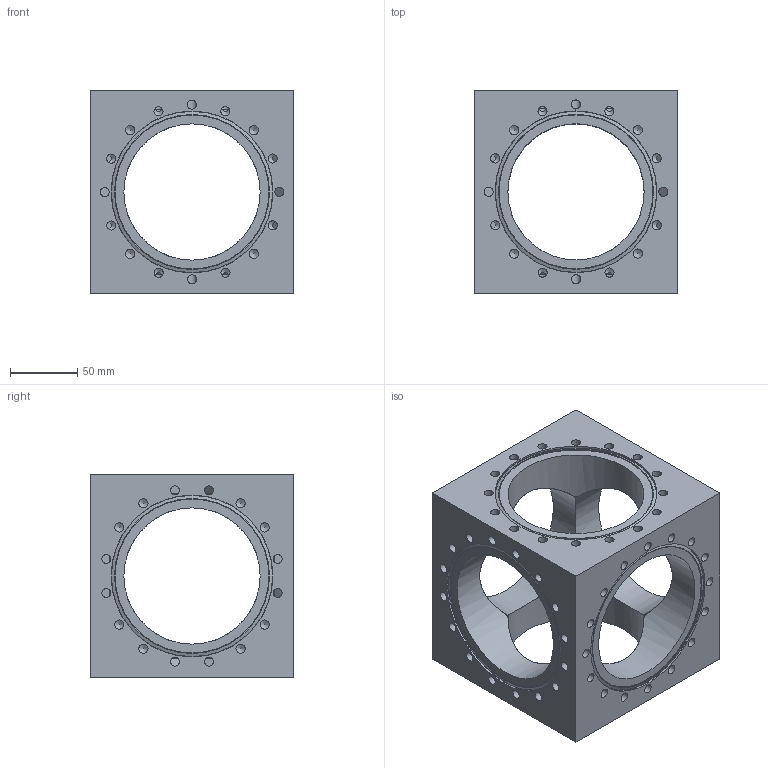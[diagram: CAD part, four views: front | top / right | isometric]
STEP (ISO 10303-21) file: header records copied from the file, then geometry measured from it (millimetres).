
FILE_DESCRIPTION (( 'STEP AP214' ), '1' );
FILE_NAME ('CUB1CF100SS304LFULLVAC.STEP', '2025-06-05T09:20:40', ( '' ), ( '' ), 'SwSTEP 2.0', 'SolidWorks 2017', '' );
FILE_SCHEMA (( 'AUTOMOTIVE_DESIGN' ));
Length unit declared in the file: millimetre
Products named in the file (1): CUB1CF100SS304LFULLVAC
Bounding box: 151.6 x 151.6 x 151.6 mm (x, y, z)
Volume: 1202886.4 mm3; surface area: 299953.3 mm2
Topology: 6 solids, 6 shells, 334 faces, 856 edges, 550 vertices
Faces by surface type: cylinder 140, cone 108, plane 68, torus 18
Full cylindrical faces by diameter (mm): 6.8 x96, 101.6 x6, 120.6 x6
Entity records: 9551 total; most frequent: CARTESIAN_POINT 2719, DIRECTION 1342, ORIENTED_EDGE 1168, EDGE_LOOP 660, AXIS2_PLACEMENT_3D 607, EDGE_CURVE 584, FACE_OUTER_BOUND 460, VERTEX_POINT 448
